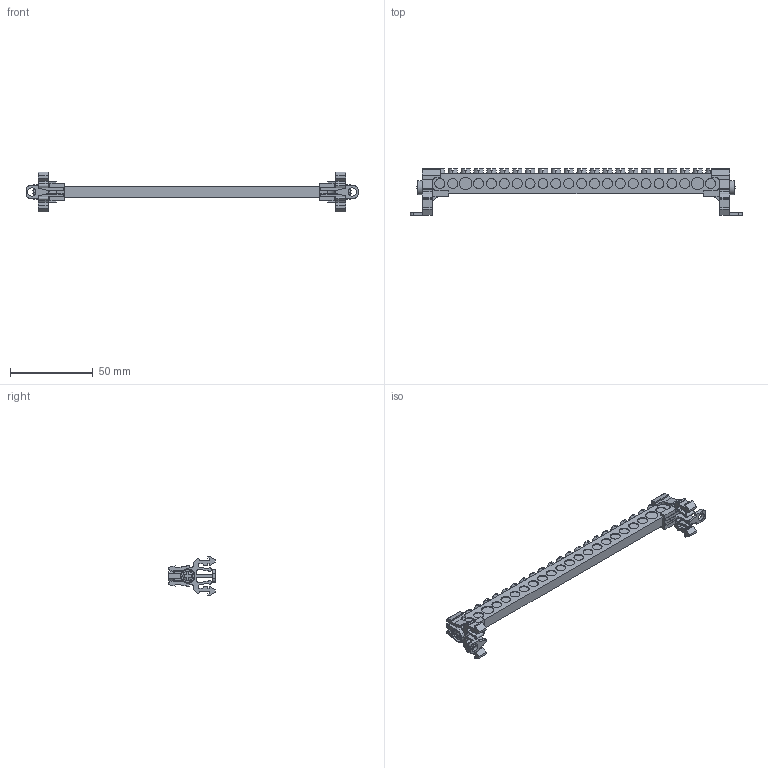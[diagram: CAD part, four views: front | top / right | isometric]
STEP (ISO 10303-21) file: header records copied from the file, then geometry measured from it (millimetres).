
FILE_DESCRIPTION (( 'STEP AP203' ), '1' );
FILE_NAME ('7x12 Tek Kutuplu Daðýtýcý Ünite - 22 Delikli - Kapaksýz.STEP', '2018-12-04T13:19:47', ( '' ), ( '' ), 'SwSTEP 2.0', 'SolidWorks 2011', '' );
FILE_SCHEMA (( 'CONFIG_CONTROL_DESIGN' ));
Length unit declared in the file: millimetre
Products named in the file (1): 7x12 Tek Kutuplu Daðýtýcý Ünite - 22 Delikli - Kapaksýz
Bounding box: 200.88 x 28.2 x 24 mm (x, y, z)
Volume: 18977.3 mm3; surface area: 13739 mm2
Topology: 1 solids, 3 shells, 943 faces, 2605 edges, 1731 vertices
Faces by surface type: plane 569, cylinder 288, cone 46, bspline 40
Entity records: 30954 total; most frequent: CARTESIAN_POINT 6616, ORIENTED_EDGE 5210, DIRECTION 4943, EDGE_CURVE 2605, VERTEX_POINT 1731, AXIS2_PLACEMENT_3D 1672, VECTOR 1599, LINE 1599
